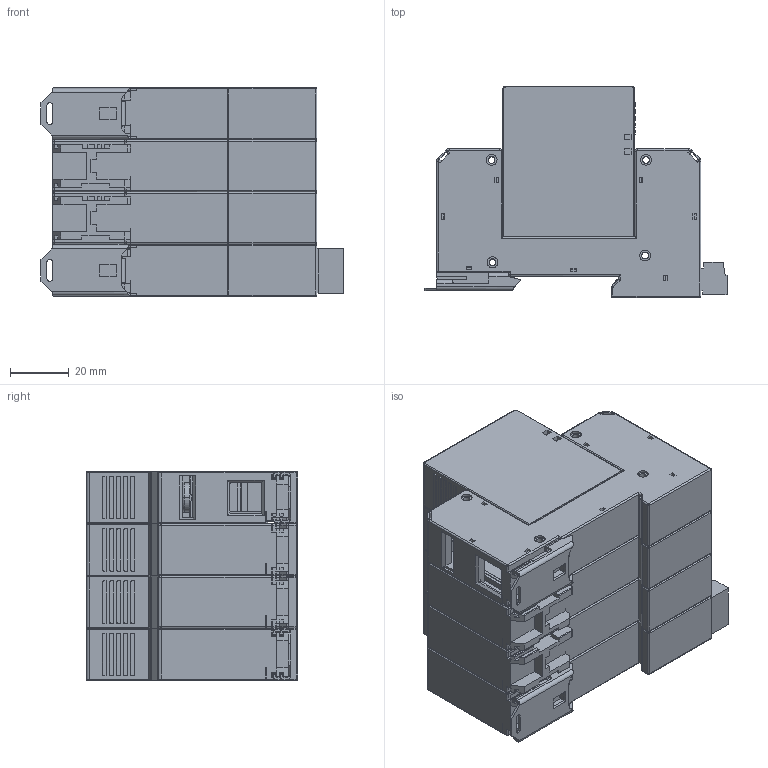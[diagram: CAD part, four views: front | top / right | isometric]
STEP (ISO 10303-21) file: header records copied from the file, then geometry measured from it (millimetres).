
FILE_DESCRIPTION(('CoCreate Modeling STEP Export'),'2;1');
FILE_NAME('etitec-4+0.stp','2016-09-15T14:51:47',(''),(''),'CoCreate Modeling STEP processor for AP214 (Solid Model)','CoCreate Modeling 17.0B 12-Nov-2010 (C) Parametric Technology GmbH','');
FILE_SCHEMA(('AUTOMOTIVE_DESIGN { 1 0 10303 214 1 1 1 1 }'));
Length unit declared in the file: millimetre
Products named in the file (25): 505500107_OHISJE; 505500101_OHISJE; 505500106_OHISJE; 505500140.1; 4TE; SBSM; 505901154; 505900136; 122140210; 505900137; 505600146; 505600147; 505901148; p1; 505901149; 516013; 51601_ASM; 51601_asm.stp; 4-0
Assembly tree (32 placements, depth 5):
  4-0
    51601_asm.stp  x4
      51601_ASM
        516013
        505901149
          p1
          SBSM
        505901148
          SBSM
        505600147
          SBSM
        505600146
          SBSM
        505900137
          SBSM
        122140210
        505900136
          SBSM
        505901154
          SBSM
    4TE
      505500140.1  x5
      505500106_OHISJE
      505500107_OHISJE  x2
      505500101_OHISJE
Bounding box: 102.9 x 72.03 x 71.2 mm (x, y, z)
Volume: 125647.7 mm3; surface area: 197985.4 mm2
Topology: 12 solids, 68 shells, 5822 faces, 15977 edges, 10343 vertices
Faces by surface type: plane 4235, cylinder 1296, torus 121, sphere 74, cone 66, bspline 30
Entity records: 111782 total; most frequent: CARTESIAN_POINT 21230, ORIENTED_EDGE 19558, DIRECTION 17508, EDGE_CURVE 9772, VECTOR 7682, LINE 7682, VERTEX_POINT 6321, AXIS2_PLACEMENT_3D 4913
